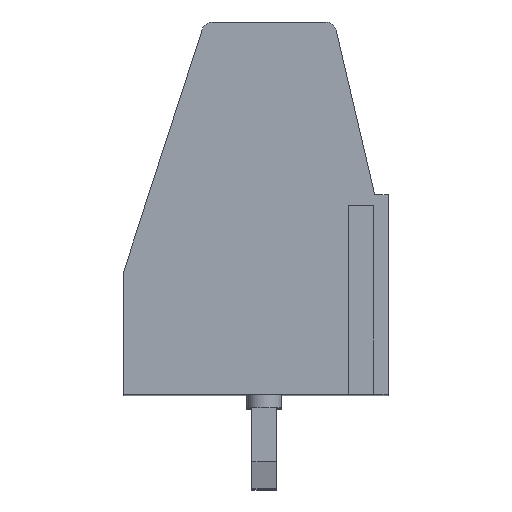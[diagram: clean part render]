
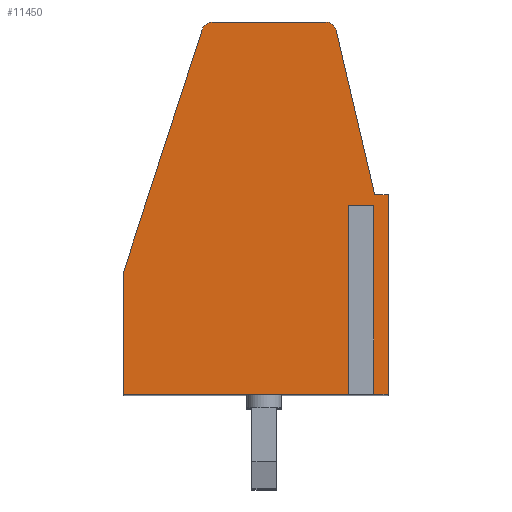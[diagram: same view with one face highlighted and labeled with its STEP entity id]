
A CAD part, top view. The second image highlights one B-rep face of the part: STEP entity #11450.
In plain terms, the highlighted face is planar.
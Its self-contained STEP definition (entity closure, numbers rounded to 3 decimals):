
#3360=CARTESIAN_POINT('',(-62.26,0.,-7.5));
#3370=DIRECTION('',(0.,1.,0.));
#3380=VECTOR('',#3370,1.);
#3390=LINE('',#3360,#3380);
#3400=CARTESIAN_POINT('',(-62.26,39.429,-7.5));
#3410=VERTEX_POINT('',#3400);
#3420=CARTESIAN_POINT('',(-62.26,46.429,-7.5));
#3430=VERTEX_POINT('',#3420);
#3440=EDGE_CURVE('',#3410,#3430,#3390,.T.);
#4250=CARTESIAN_POINT('',(-62.799,46.429,-7.5));
#4260=VERTEX_POINT('',#4250);
#4450=CARTESIAN_POINT('',(0.,46.429,-7.5));
#4460=DIRECTION('',(1.,0.,0.));
#4470=VECTOR('',#4460,1.);
#4480=LINE('',#4450,#4470);
#4490=EDGE_CURVE('',#4260,#3430,#4480,.T.);
#5390=CARTESIAN_POINT('',(-62.799,0.,-7.5));
#5400=DIRECTION('',(0.,-1.,0.));
#5410=VECTOR('',#5400,1.);
#5420=LINE('',#5390,#5410);
#5430=CARTESIAN_POINT('',(-62.799,39.429,-7.5));
#5440=VERTEX_POINT('',#5430);
#5450=EDGE_CURVE('',#4260,#5440,#5420,.T.);
#10590=CARTESIAN_POINT('',(0.,0.,-7.5));
#10600=DIRECTION('',(0.,0.,1.));
#10610=DIRECTION('',(1.,0.,0.));
#10620=AXIS2_PLACEMENT_3D('',#10590,#10600,#10610);
#10630=PLANE('',#10620);
#10640=CARTESIAN_POINT('',(0.,53.229,-7.5));
#10650=DIRECTION('',(-1.,0.,0.));
#10660=VECTOR('',#10650,1.);
#10670=LINE('',#10640,#10660);
#10680=CARTESIAN_POINT('',(-57.02,53.229,-7.5));
#10690=VERTEX_POINT('',#10680);
#10700=CARTESIAN_POINT('',(-61.212,53.229,-7.5));
#10710=VERTEX_POINT('',#10700);
#10720=EDGE_CURVE('',#10690,#10710,#10670,.T.);
#10730=ORIENTED_EDGE('',*,*,#10720,.F.);
#10740=CARTESIAN_POINT('',(-61.212,52.829,-7.5));
#10750=DIRECTION('',(0.,0.,1.));
#10760=DIRECTION('',(1.,0.,0.));
#10770=AXIS2_PLACEMENT_3D('',#10740,#10750,#10760);
#10780=CIRCLE('',#10770,0.4);
#10790=CARTESIAN_POINT('',(-61.602,52.92,-7.5));
#10800=VERTEX_POINT('',#10790);
#10810=EDGE_CURVE('',#10710,#10800,#10780,.T.);
#10820=ORIENTED_EDGE('',*,*,#10810,.F.);
#10830=CARTESIAN_POINT('',(-61.602,52.92,-7.5));
#10840=DIRECTION('',(-0.228,-0.974,0.));
#10850=VECTOR('',#10840,1.);
#10860=LINE('',#10830,#10850);
#10870=CARTESIAN_POINT('',(-63.03,46.829,-7.5));
#10880=VERTEX_POINT('',#10870);
#10890=EDGE_CURVE('',#10800,#10880,#10860,.T.);
#10900=ORIENTED_EDGE('',*,*,#10890,.F.);
#10910=CARTESIAN_POINT('',(-63.03,46.829,-7.5));
#10920=DIRECTION('',(-1.,0.,0.));
#10930=VECTOR('',#10920,1.);
#10940=LINE('',#10910,#10930);
#10950=CARTESIAN_POINT('',(-63.53,46.829,-7.5));
#10960=VERTEX_POINT('',#10950);
#10970=EDGE_CURVE('',#10880,#10960,#10940,.T.);
#10980=ORIENTED_EDGE('',*,*,#10970,.F.);
#10990=CARTESIAN_POINT('',(-63.53,0.,-7.5));
#11000=DIRECTION('',(0.,-1.,0.));
#11010=VECTOR('',#11000,1.);
#11020=LINE('',#10990,#11010);
#11030=CARTESIAN_POINT('',(-63.53,39.429,-7.5));
#11040=VERTEX_POINT('',#11030);
#11050=EDGE_CURVE('',#10960,#11040,#11020,.T.);
#11060=ORIENTED_EDGE('',*,*,#11050,.F.);
#11070=CARTESIAN_POINT('',(0.,39.429,-7.5));
#11080=DIRECTION('',(1.,0.,0.));
#11090=VECTOR('',#11080,1.);
#11100=LINE('',#11070,#11090);
#11110=EDGE_CURVE('',#11040,#5440,#11100,.T.);
#11120=ORIENTED_EDGE('',*,*,#11110,.F.);
#11130=ORIENTED_EDGE('',*,*,#5450,.T.);
#11140=ORIENTED_EDGE('',*,*,#4490,.F.);
#11150=ORIENTED_EDGE('',*,*,#3440,.T.);
#11160=CARTESIAN_POINT('',(-53.73,39.429,-7.5));
#11170=VERTEX_POINT('',#11160);
#11180=EDGE_CURVE('',#3410,#11170,#11100,.T.);
#11190=ORIENTED_EDGE('',*,*,#11180,.F.);
#11200=CARTESIAN_POINT('',(-53.73,39.429,-7.5));
#11210=DIRECTION('',(0.,1.,0.));
#11220=VECTOR('',#11210,1.);
#11230=LINE('',#11200,#11220);
#11240=CARTESIAN_POINT('',(-53.73,43.996,-7.5));
#11250=VERTEX_POINT('',#11240);
#11260=EDGE_CURVE('',#11170,#11250,#11230,.T.);
#11270=ORIENTED_EDGE('',*,*,#11260,.F.);
#11280=CARTESIAN_POINT('',(-56.64,52.953,-7.5));
#11290=DIRECTION('',(0.309,-0.951,0.));
#11300=VECTOR('',#11290,1.);
#11310=LINE('',#11280,#11300);
#11320=CARTESIAN_POINT('',(-56.64,52.953,-7.5));
#11330=VERTEX_POINT('',#11320);
#11340=EDGE_CURVE('',#11330,#11250,#11310,.T.);
#11350=ORIENTED_EDGE('',*,*,#11340,.T.);
#11360=CARTESIAN_POINT('',(-57.02,52.829,-7.5));
#11370=DIRECTION('',(0.,0.,1.));
#11380=DIRECTION('',(1.,0.,0.));
#11390=AXIS2_PLACEMENT_3D('',#11360,#11370,#11380);
#11400=CIRCLE('',#11390,0.4);
#11410=EDGE_CURVE('',#11330,#10690,#11400,.T.);
#11420=ORIENTED_EDGE('',*,*,#11410,.F.);
#11430=EDGE_LOOP('',(#11420,#11350,#11270,#11190,#11150,#11140,#11130,
#11120,#11060,#10980,#10900,#10820,#10730));
#11440=FACE_OUTER_BOUND('',#11430,.T.);
#11450=ADVANCED_FACE('',(#11440),#10630,.F.);
